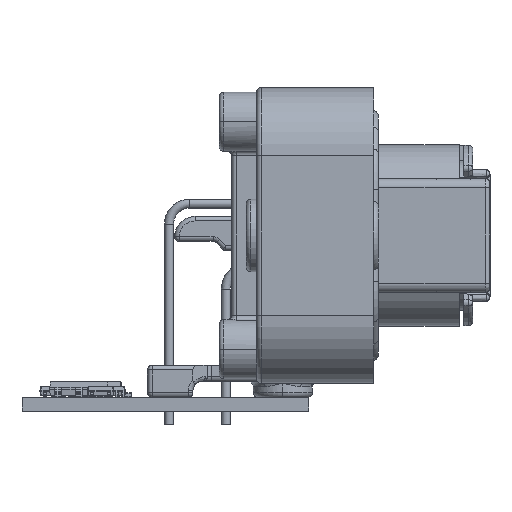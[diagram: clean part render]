
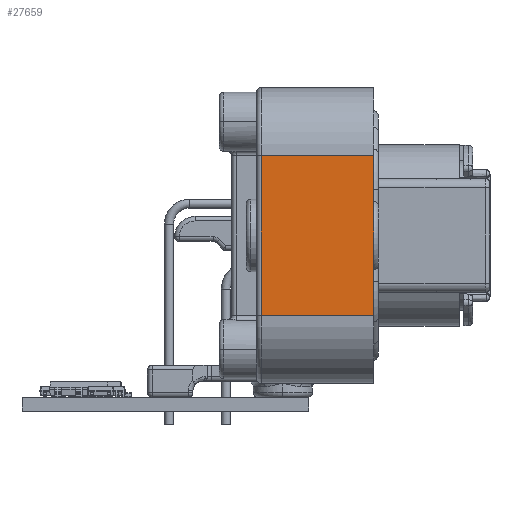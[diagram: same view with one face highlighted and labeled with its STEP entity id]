
A CAD part, left-side view. The second image highlights one B-rep face of the part: STEP entity #27659.
In plain terms, the highlighted planar face has unit normal (-1, 0, 0).
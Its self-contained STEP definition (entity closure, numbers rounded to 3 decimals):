
#2398 = VERTEX_POINT('',#2399);
#2399 = CARTESIAN_POINT('',(-30.48,-8.89,-12.954));
#2406 = EDGE_CURVE('',#2407,#2398,#2409,.T.);
#2407 = VERTEX_POINT('',#2408);
#2408 = CARTESIAN_POINT('',(-30.48,8.89,-12.954));
#2409 = LINE('',#2410,#2411);
#2410 = CARTESIAN_POINT('',(-30.48,8.89,-12.954));
#2411 = VECTOR('',#2412,1.);
#2412 = DIRECTION('',(0.,-1.,0.));
#27492 = VERTEX_POINT('',#27493);
#27493 = CARTESIAN_POINT('',(-30.48,-8.89,-25.527));
#27517 = EDGE_CURVE('',#27492,#27518,#27520,.T.);
#27518 = VERTEX_POINT('',#27519);
#27519 = CARTESIAN_POINT('',(-30.48,8.89,-25.527));
#27520 = LINE('',#27521,#27522);
#27521 = CARTESIAN_POINT('',(-30.48,-8.89,-25.527));
#27522 = VECTOR('',#27523,1.);
#27523 = DIRECTION('',(0.,1.,0.));
#27646 = EDGE_CURVE('',#2407,#27518,#27647,.T.);
#27647 = LINE('',#27648,#27649);
#27648 = CARTESIAN_POINT('',(-30.48,8.89,-12.954));
#27649 = VECTOR('',#27650,1.);
#27650 = DIRECTION('',(0.,0.,-1.));
#27659 = ADVANCED_FACE('',(#27660),#27671,.T.);
#27660 = FACE_BOUND('',#27661,.F.);
#27661 = EDGE_LOOP('',(#27662,#27663,#27664,#27665));
#27662 = ORIENTED_EDGE('',*,*,#27517,.T.);
#27663 = ORIENTED_EDGE('',*,*,#27646,.F.);
#27664 = ORIENTED_EDGE('',*,*,#2406,.T.);
#27665 = ORIENTED_EDGE('',*,*,#27666,.T.);
#27666 = EDGE_CURVE('',#2398,#27492,#27667,.T.);
#27667 = LINE('',#27668,#27669);
#27668 = CARTESIAN_POINT('',(-30.48,-8.89,-12.954));
#27669 = VECTOR('',#27670,1.);
#27670 = DIRECTION('',(0.,0.,-1.));
#27671 = PLANE('',#27672);
#27672 = AXIS2_PLACEMENT_3D('',#27673,#27674,#27675);
#27673 = CARTESIAN_POINT('',(-30.48,8.89,-12.954));
#27674 = DIRECTION('',(-1.,0.,0.));
#27675 = DIRECTION('',(0.,-1.,0.));
